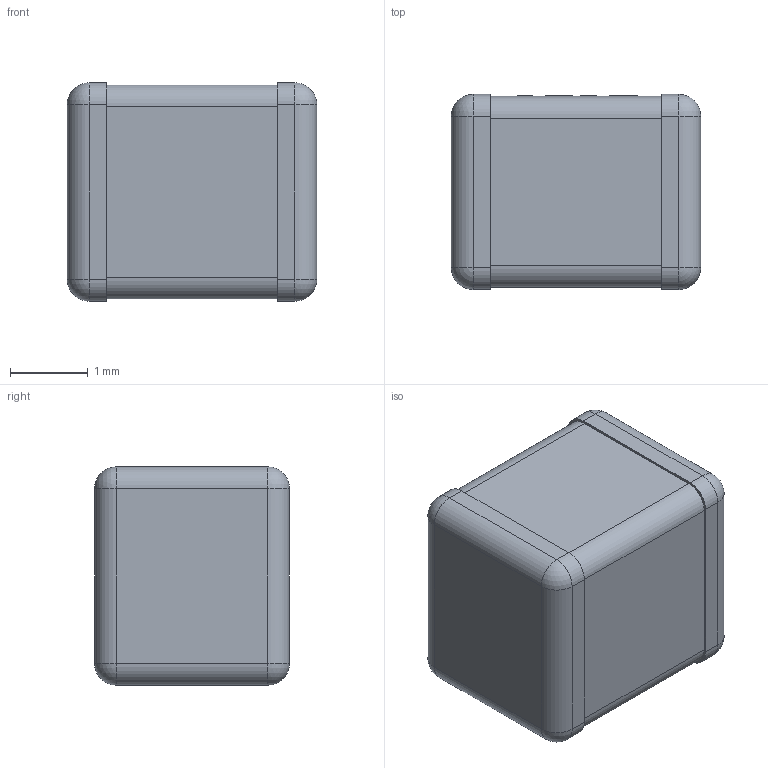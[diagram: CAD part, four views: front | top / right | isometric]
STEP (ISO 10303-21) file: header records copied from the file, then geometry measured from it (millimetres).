
FILE_DESCRIPTION(('HOOPS Exchange Step'),'2;1');
FILE_NAME('CC1210KFX7R9BB475.stp','2023-09-14T13:09:36-07:00',('RBI'),('None'),'HOOPS Exchange 2022.2','SOLIDWORKS MBD','None');
FILE_SCHEMA( ('AP242_MANAGED_MODEL_BASED_3D_ENGINEERING_MIM_LF {1 0 10303 442 1 1 4 }') );
Length unit declared in the file: inch
Products named in the file (1): Default
Bounding box: 3.2 x 2.5 x 2.8 mm (x, y, z)
Volume: 21.3 mm3; surface area: 70.5 mm2
Topology: 3 solids, 3 shells, 86 faces, 209 edges, 126 vertices
Faces by surface type: plane 42, cylinder 20, bspline 16, sphere 8
Entity records: 3620 total; most frequent: CARTESIAN_POINT 1506, ORIENTED_EDGE 402, DIRECTION 357, EDGE_CURVE 201, VECTOR 129, LINE 129, VERTEX_POINT 126, AXIS2_PLACEMENT_3D 114
